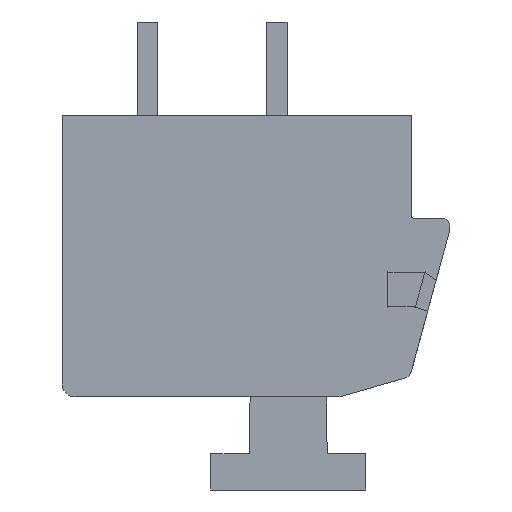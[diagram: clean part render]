
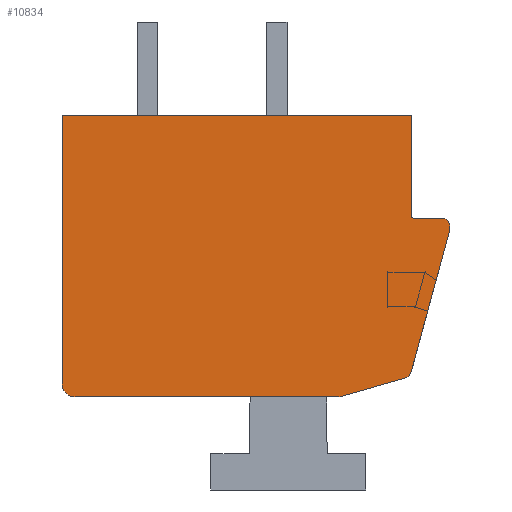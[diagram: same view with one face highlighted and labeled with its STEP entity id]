
A CAD part, front view. The second image highlights one B-rep face of the part: STEP entity #10834.
In plain terms, the highlighted planar face has unit normal (0, -1, 0).
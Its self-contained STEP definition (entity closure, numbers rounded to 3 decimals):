
#1=CARTESIAN_POINT('',(7.2,-88.75,1.15));
#2=DIRECTION('',(0.,-1.,0.));
#3=DIRECTION('',(1.,0.,0.));
#4=AXIS2_PLACEMENT_3D('',#1,#2,#3);
#6=DIRECTION('',(0.,0.,-1.));
#7=VECTOR('',#6,0.119);
#8=CARTESIAN_POINT('',(7.5,-88.75,1.15));
#9=LINE('',#8,#7);
#10=DIRECTION('',(0.262,0.,0.965));
#11=VECTOR('',#10,5.739);
#12=CARTESIAN_POINT('',(5.994,-88.75,-4.507));
#13=LINE('',#12,#11);
#14=CARTESIAN_POINT('',(5.705,-88.75,-4.428));
#15=DIRECTION('',(0.,-1.,0.));
#16=DIRECTION('',(0.274,0.,-0.962));
#17=AXIS2_PLACEMENT_3D('',#14,#15,#16);
#19=DIRECTION('',(0.962,0.,0.274));
#20=VECTOR('',#19,2.679);
#21=CARTESIAN_POINT('',(3.21,-88.75,-5.45));
#22=LINE('',#21,#20);
#23=DIRECTION('',(-1.,0.,0.));
#24=VECTOR('',#23,10.21);
#25=CARTESIAN_POINT('',(3.21,-88.75,-5.45));
#26=LINE('',#25,#24);
#27=CARTESIAN_POINT('',(-7.,-88.75,-4.95));
#28=DIRECTION('',(0.,-1.,0.));
#29=DIRECTION('',(-1.,0.,0.));
#30=AXIS2_PLACEMENT_3D('',#27,#28,#29);
#32=DIRECTION('',(0.,0.,1.));
#33=VECTOR('',#32,10.4);
#34=CARTESIAN_POINT('',(-7.5,-88.75,-4.95));
#35=LINE('',#34,#33);
#36=DIRECTION('',(1.,0.,0.));
#37=VECTOR('',#36,13.5);
#38=CARTESIAN_POINT('',(-7.5,-88.75,5.45));
#39=LINE('',#38,#37);
#40=DIRECTION('',(0.,0.,-1.));
#41=VECTOR('',#40,3.85);
#42=CARTESIAN_POINT('',(6.,-88.75,5.45));
#43=LINE('',#42,#41);
#44=DIRECTION('',(1.,0.,0.));
#45=VECTOR('',#44,1.05);
#46=CARTESIAN_POINT('',(6.15,-88.75,1.45));
#47=LINE('',#46,#45);
#60=CARTESIAN_POINT('',(6.15,-88.75,1.6));
#61=DIRECTION('',(0.,1.,0.));
#62=DIRECTION('',(0.,0.,-1.));
#63=AXIS2_PLACEMENT_3D('',#60,#61,#62);
#8631=CARTESIAN_POINT('',(-7.5,-88.75,5.45));
#8632=CARTESIAN_POINT('',(6.,-88.75,5.45));
#8633=VERTEX_POINT('',#8631);
#8634=VERTEX_POINT('',#8632);
#8635=CARTESIAN_POINT('',(6.,-88.75,1.6));
#8636=VERTEX_POINT('',#8635);
#8637=CARTESIAN_POINT('',(6.15,-88.75,1.45));
#8638=VERTEX_POINT('',#8637);
#8639=CARTESIAN_POINT('',(7.5,-88.75,1.15));
#8640=CARTESIAN_POINT('',(7.2,-88.75,1.45));
#8641=VERTEX_POINT('',#8639);
#8642=VERTEX_POINT('',#8640);
#8643=CARTESIAN_POINT('',(5.787,-88.75,-4.716));
#8644=CARTESIAN_POINT('',(5.994,-88.75,-4.507));
#8645=VERTEX_POINT('',#8643);
#8646=VERTEX_POINT('',#8644);
#8647=CARTESIAN_POINT('',(-7.5,-88.75,-4.95));
#8648=CARTESIAN_POINT('',(-7.,-88.75,-5.45));
#8649=VERTEX_POINT('',#8647);
#8650=VERTEX_POINT('',#8648);
#8651=CARTESIAN_POINT('',(3.21,-88.75,-5.45));
#8652=VERTEX_POINT('',#8651);
#8653=CARTESIAN_POINT('',(7.5,-88.75,1.031));
#8654=VERTEX_POINT('',#8653);
#10803=CARTESIAN_POINT('',(0.,-88.75,0.));
#10804=DIRECTION('',(0.,1.,0.));
#10805=DIRECTION('',(1.,0.,0.));
#10806=AXIS2_PLACEMENT_3D('',#10803,#10804,#10805);
#10807=PLANE('',#10806);
#10809=ORIENTED_EDGE('',*,*,#10808,.F.);
#10811=ORIENTED_EDGE('',*,*,#10810,.T.);
#10813=ORIENTED_EDGE('',*,*,#10812,.F.);
#10815=ORIENTED_EDGE('',*,*,#10814,.F.);
#10817=ORIENTED_EDGE('',*,*,#10816,.F.);
#10819=ORIENTED_EDGE('',*,*,#10818,.T.);
#10821=ORIENTED_EDGE('',*,*,#10820,.F.);
#10823=ORIENTED_EDGE('',*,*,#10822,.T.);
#10825=ORIENTED_EDGE('',*,*,#10824,.T.);
#10827=ORIENTED_EDGE('',*,*,#10826,.T.);
#10829=ORIENTED_EDGE('',*,*,#10828,.F.);
#10831=ORIENTED_EDGE('',*,*,#10830,.T.);
#10832=EDGE_LOOP('',(#10809,#10811,#10813,#10815,#10817,#10819,#10821,#10823,
#10825,#10827,#10829,#10831));
#10833=FACE_OUTER_BOUND('',#10832,.F.);
#10834=ADVANCED_FACE('',(#10833),#10807,.F.);
#5=CIRCLE('',#4,0.3);
#18=CIRCLE('',#17,0.3);
#31=CIRCLE('',#30,0.5);
#64=CIRCLE('',#63,0.15);
#10808=EDGE_CURVE('',#8641,#8642,#5,.T.);
#10810=EDGE_CURVE('',#8641,#8654,#9,.T.);
#10812=EDGE_CURVE('',#8646,#8654,#13,.T.);
#10814=EDGE_CURVE('',#8645,#8646,#18,.T.);
#10816=EDGE_CURVE('',#8652,#8645,#22,.T.);
#10818=EDGE_CURVE('',#8652,#8650,#26,.T.);
#10820=EDGE_CURVE('',#8649,#8650,#31,.T.);
#10822=EDGE_CURVE('',#8649,#8633,#35,.T.);
#10824=EDGE_CURVE('',#8633,#8634,#39,.T.);
#10826=EDGE_CURVE('',#8634,#8636,#43,.T.);
#10828=EDGE_CURVE('',#8638,#8636,#64,.T.);
#10830=EDGE_CURVE('',#8638,#8642,#47,.T.);
